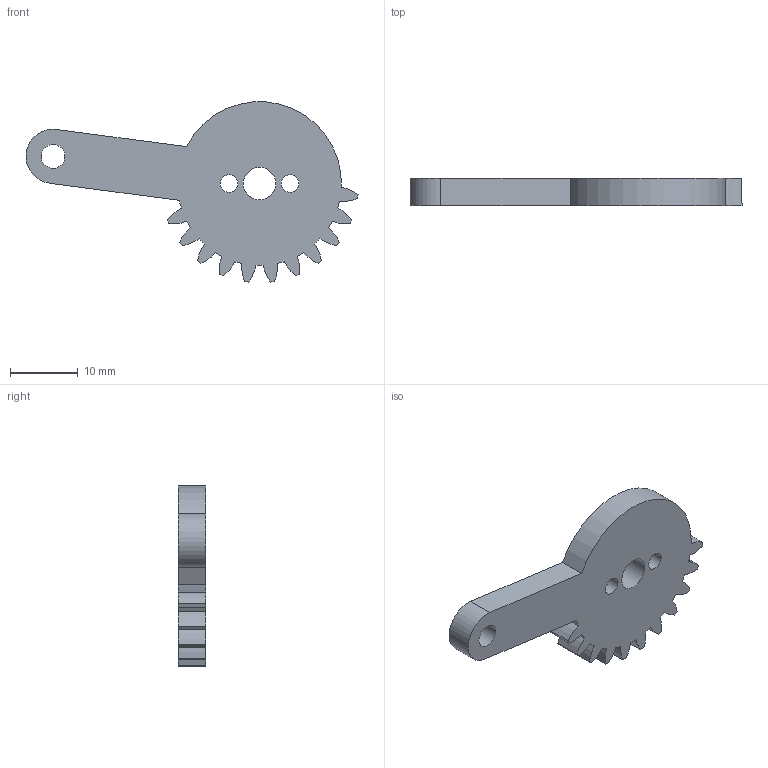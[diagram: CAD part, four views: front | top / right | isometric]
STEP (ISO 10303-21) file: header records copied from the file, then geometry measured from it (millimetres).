
FILE_DESCRIPTION(/* description */ ('STEP AP214'),/* implementation_level */ '2;1');
FILE_NAME(/* name */ '6772cf8b29831b771dc83542',/* time_stamp */ '2024-12-30T16:51:24Z',/* author */ (''),/* organization */ (''),/* preprocessor_version */ 'ST-DEVELOPER v20',/* originating_system */ 'ONSHAPE BY PTC INC, 1.191',/* authorisation */ ' ');
FILE_SCHEMA (('AUTOMOTIVE_DESIGN {1 0 10303 214 3 1 1}'));
Length unit declared in the file: metre
Products named in the file (1): Gear 2
Bounding box: 49.02 x 4 x 26.59 mm (x, y, z)
Volume: 2565.9 mm3; surface area: 2102.4 mm2
Topology: 1 solids, 1 shells, 55 faces, 159 edges, 106 vertices
Faces by surface type: cylinder 50, plane 5
Full cylindrical faces by diameter (mm): 2.6 x2, 3.5 x1, 4.8 x1
Entity records: 1899 total; most frequent: DIRECTION 367, CARTESIAN_POINT 317, ORIENTED_EDGE 310, AXIS2_PLACEMENT_3D 156, EDGE_CURVE 155, VERTEX_POINT 106, CIRCLE 100, EDGE_LOOP 67
